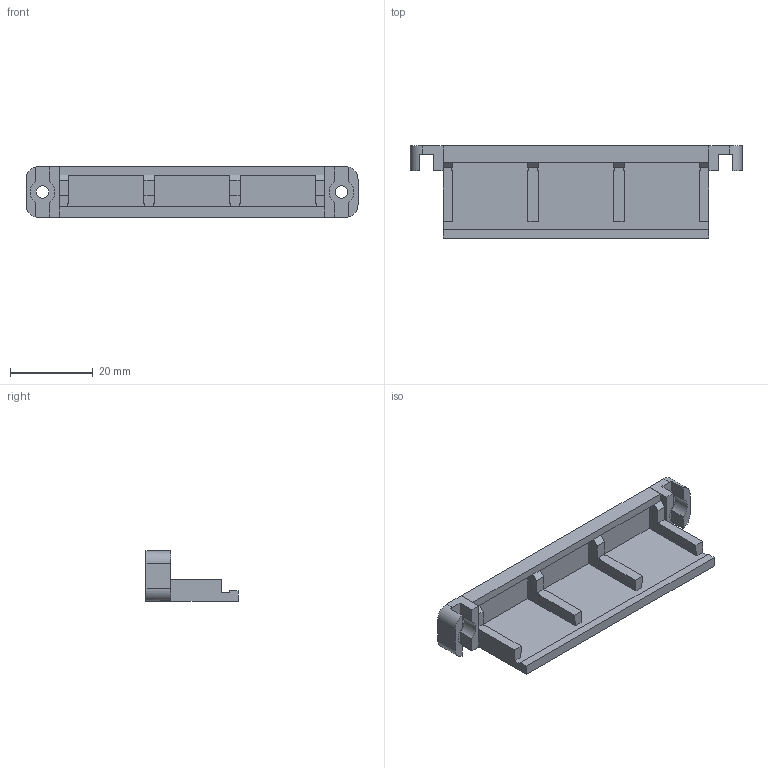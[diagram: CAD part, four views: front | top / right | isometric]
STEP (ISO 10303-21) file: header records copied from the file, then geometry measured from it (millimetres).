
FILE_DESCRIPTION(/* description */ (''),/* implementation_level */ '2;1');
FILE_NAME(/* name */ 'WAGO_211-413_3x3-mount-screw.step',/* time_stamp */ '2020-11-03T14:41:23+01:00',/* author */ (''),/* organization */ (''),/* preprocessor_version */ 'ST-DEVELOPER v18.1',/* originating_system */ 'Autodesk Translation Framework v9.3.0.1241',/* authorisation */ '');
FILE_SCHEMA (('AUTOMOTIVE_DESIGN { 1 0 10303 214 3 1 1 }'));
Length unit declared in the file: millimetre
Products named in the file (3): WAGO_211-413_3x3-mount-screw; WAGO_221-413_3x3-mount; ScrewMountEar_m3
Assembly tree (3 placements, depth 2):
  WAGO_211-413_3x3-mount-screw
    WAGO_221-413_3x3-mount
    ScrewMountEar_m3  x2
Bounding box: 80.25 x 22.25 x 12.2 mm (x, y, z)
Volume: 5784.6 mm3; surface area: 6911.6 mm2
Topology: 6 solids, 6 shells, 143 faces, 372 edges, 244 vertices
Faces by surface type: plane 133, cylinder 10
Full cylindrical faces by diameter (mm): 3 x2
Entity records: 3915 total; most frequent: CARTESIAN_POINT 667, ORIENTED_EDGE 648, DIRECTION 598, EDGE_CURVE 324, LINE 312, VECTOR 312, VERTEX_POINT 212, AXIS2_PLACEMENT_3D 143
